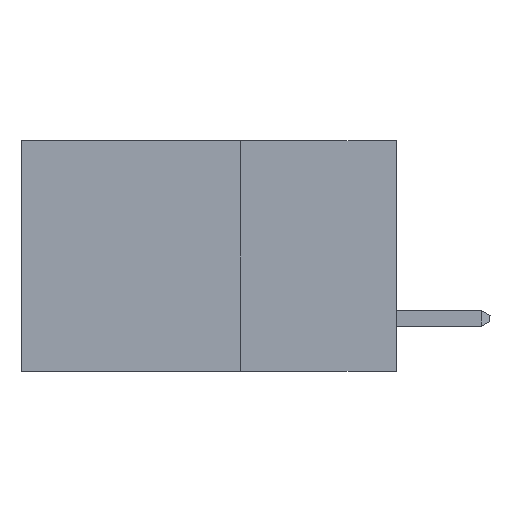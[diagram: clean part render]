
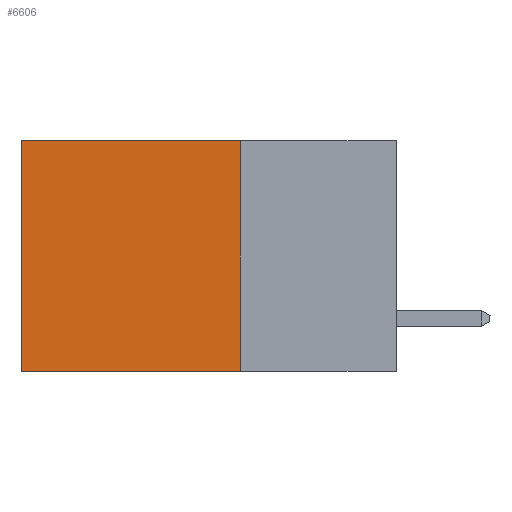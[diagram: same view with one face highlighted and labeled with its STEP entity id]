
A CAD part, left-side view. The second image highlights one B-rep face of the part: STEP entity #6606.
In plain terms, the highlighted planar face has unit normal (-1, 0, 0).
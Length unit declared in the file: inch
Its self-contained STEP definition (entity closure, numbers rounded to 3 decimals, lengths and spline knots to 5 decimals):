
#464 = EDGE_LOOP ( 'NONE', ( #3929, #10799, #2963, #7079 ) ) ;
#486 = VERTEX_POINT ( 'NONE', #2961 ) ;
#1408 = EDGE_CURVE ( 'NONE', #5444, #4233, #6948, .T. ) ;
#1428 = EDGE_CURVE ( 'NONE', #2936, #4233, #2135, .T. ) ;
#1691 = PLANE ( 'NONE',  #7231 ) ;
#2135 = LINE ( 'NONE', #4077, #8895 ) ;
#2553 = CARTESIAN_POINT ( 'NONE',  ( 0.2615, 0.25, -0.37 ) ) ;
#2782 = DIRECTION ( 'NONE',  ( 0., 1., 0. ) ) ;
#2936 = VERTEX_POINT ( 'NONE', #7220 ) ;
#2961 = CARTESIAN_POINT ( 'NONE',  ( 0.2615, 0.25, 0. ) ) ;
#2963 = ORIENTED_EDGE ( 'NONE', *, *, #3005, .F. ) ;
#3005 = EDGE_CURVE ( 'NONE', #486, #5444, #8726, .T. ) ;
#3074 = CARTESIAN_POINT ( 'NONE',  ( 0.2615, 0.25, -0.37 ) ) ;
#3434 = DIRECTION ( 'NONE',  ( 1., 0., 0. ) ) ;
#3875 = DIRECTION ( 'NONE',  ( 0., 1., 0. ) ) ;
#3885 = DIRECTION ( 'NONE',  ( 0., 0., -1. ) ) ;
#3929 = ORIENTED_EDGE ( 'NONE', *, *, #1428, .T. ) ;
#4077 = CARTESIAN_POINT ( 'NONE',  ( 0.2615, 0.6, -0.37 ) ) ;
#4233 = VERTEX_POINT ( 'NONE', #8077 ) ;
#4448 = VECTOR ( 'NONE', #3875, 39.37008 ) ;
#4479 = CARTESIAN_POINT ( 'NONE',  ( 0.2615, 0.25, 0. ) ) ;
#5444 = VERTEX_POINT ( 'NONE', #8156 ) ;
#5665 = FACE_OUTER_BOUND ( 'NONE', #464, .T. ) ;
#5805 = VECTOR ( 'NONE', #2782, 39.37008 ) ;
#6505 = VECTOR ( 'NONE', #6963, 39.37008 ) ;
#6606 = ADVANCED_FACE ( 'NONE', ( #5665 ), #1691, .F. ) ;
#6877 = CARTESIAN_POINT ( 'NONE',  ( 0.2615, 0.25, -0.37 ) ) ;
#6948 = LINE ( 'NONE', #3074, #4448 ) ;
#6963 = DIRECTION ( 'NONE',  ( 0., 0., -1. ) ) ;
#7079 = ORIENTED_EDGE ( 'NONE', *, *, #10652, .T. ) ;
#7220 = CARTESIAN_POINT ( 'NONE',  ( 0.2615, 0.6, 0. ) ) ;
#7231 = AXIS2_PLACEMENT_3D ( 'NONE', #2553, #3434, #9323 ) ;
#8043 = LINE ( 'NONE', #4479, #5805 ) ;
#8077 = CARTESIAN_POINT ( 'NONE',  ( 0.2615, 0.6, -0.37 ) ) ;
#8156 = CARTESIAN_POINT ( 'NONE',  ( 0.2615, 0.25, -0.37 ) ) ;
#8726 = LINE ( 'NONE', #6877, #6505 ) ;
#8895 = VECTOR ( 'NONE', #3885, 39.37008 ) ;
#9323 = DIRECTION ( 'NONE',  ( 0., 0., -1. ) ) ;
#10652 = EDGE_CURVE ( 'NONE', #486, #2936, #8043, .T. ) ;
#10799 = ORIENTED_EDGE ( 'NONE', *, *, #1408, .F. ) ;
